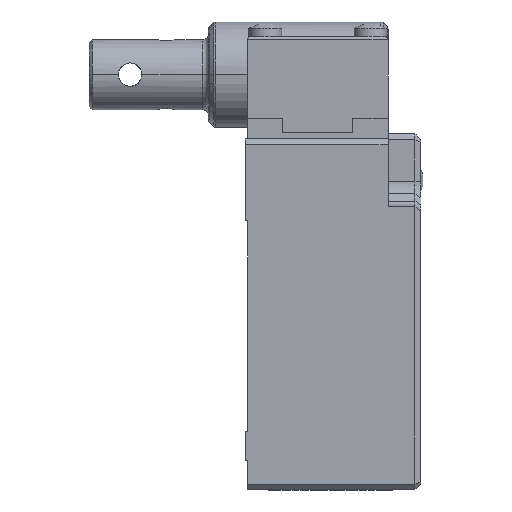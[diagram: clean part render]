
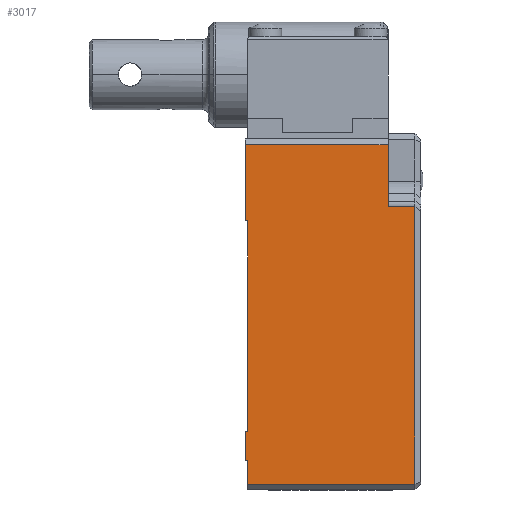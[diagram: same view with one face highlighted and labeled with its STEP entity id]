
A CAD part, left-side view. The second image highlights one B-rep face of the part: STEP entity #3017.
In plain terms, the highlighted planar face has unit normal (-1, 0, 0).
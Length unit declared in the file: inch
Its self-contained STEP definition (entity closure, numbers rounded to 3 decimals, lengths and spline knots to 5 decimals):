
#80 = LINE ( 'NONE', #795, #5454 ) ;
#104 = EDGE_CURVE ( 'NONE', #3084, #2566, #2770, .T. ) ;
#170 = EDGE_CURVE ( 'NONE', #5711, #3084, #4009, .T. ) ;
#271 = ORIENTED_EDGE ( 'NONE', *, *, #420, .T. ) ;
#278 = ORIENTED_EDGE ( 'NONE', *, *, #104, .T. ) ;
#331 = CARTESIAN_POINT ( 'NONE',  ( -0.59646, 0., -0.29528 ) ) ;
#420 = EDGE_CURVE ( 'NONE', #2566, #2709, #80, .T. ) ;
#427 = CARTESIAN_POINT ( 'NONE',  ( -0.59646, -0.01575, -3.32677 ) ) ;
#444 = LINE ( 'NONE', #4059, #4694 ) ;
#551 = CARTESIAN_POINT ( 'NONE',  ( -0.59646, -0.96063, 0.25591 ) ) ;
#631 = EDGE_CURVE ( 'NONE', #2056, #6292, #5652, .T. ) ;
#664 = EDGE_CURVE ( 'NONE', #2154, #2056, #6545, .T. ) ;
#795 = CARTESIAN_POINT ( 'NONE',  ( -0.59646, 0., -1.7126 ) ) ;
#820 = DIRECTION ( 'NONE',  ( 0., 0., -1. ) ) ;
#831 = CARTESIAN_POINT ( 'NONE',  ( -0.59646, 0., -1.90945 ) ) ;
#995 = VERTEX_POINT ( 'NONE', #2167 ) ;
#1056 = CARTESIAN_POINT ( 'NONE',  ( -0.59646, 0., -1.90945 ) ) ;
#1096 = VECTOR ( 'NONE', #3408, 39.37008 ) ;
#1134 = VECTOR ( 'NONE', #2676, 39.37008 ) ;
#1260 = DIRECTION ( 'NONE',  ( 0., 0., 1. ) ) ;
#1271 = VECTOR ( 'NONE', #4747, 39.37008 ) ;
#1299 = CARTESIAN_POINT ( 'NONE',  ( -0.59646, 0., 0.21654 ) ) ;
#1325 = ORIENTED_EDGE ( 'NONE', *, *, #3010, .T. ) ;
#1329 = CARTESIAN_POINT ( 'NONE',  ( -0.59646, -0.96063, -0.19685 ) ) ;
#1330 = LINE ( 'NONE', #3142, #4116 ) ;
#1534 = DIRECTION ( 'NONE',  ( 0., -1., 0. ) ) ;
#1720 = DIRECTION ( 'NONE',  ( -1., 0., 0. ) ) ;
#1765 = LINE ( 'NONE', #5621, #2997 ) ;
#1797 = CARTESIAN_POINT ( 'NONE',  ( -0.59646, -2.3796, -0.19685 ) ) ;
#1989 = ORIENTED_EDGE ( 'NONE', *, *, #631, .T. ) ;
#2056 = VERTEX_POINT ( 'NONE', #3407 ) ;
#2154 = VERTEX_POINT ( 'NONE', #831 ) ;
#2155 = CARTESIAN_POINT ( 'NONE',  ( -0.59646, -1.14173, -0.19685 ) ) ;
#2167 = CARTESIAN_POINT ( 'NONE',  ( -0.59646, -1.14173, -2.06693 ) ) ;
#2331 = LINE ( 'NONE', #1797, #6392 ) ;
#2359 = CARTESIAN_POINT ( 'NONE',  ( -0.59646, -1.14173, -2.06693 ) ) ;
#2368 = VERTEX_POINT ( 'NONE', #6018 ) ;
#2398 = EDGE_CURVE ( 'NONE', #2709, #2154, #1765, .T. ) ;
#2484 = VECTOR ( 'NONE', #6721, 39.37008 ) ;
#2515 = DIRECTION ( 'NONE',  ( 0., 0., -1. ) ) ;
#2566 = VERTEX_POINT ( 'NONE', #4481 ) ;
#2571 = VERTEX_POINT ( 'NONE', #1329 ) ;
#2676 = DIRECTION ( 'NONE',  ( 0., -1., 0. ) ) ;
#2709 = VERTEX_POINT ( 'NONE', #4698 ) ;
#2715 = VERTEX_POINT ( 'NONE', #6237 ) ;
#2740 = FACE_OUTER_BOUND ( 'NONE', #3580, .T. ) ;
#2770 = LINE ( 'NONE', #2909, #5379 ) ;
#2909 = CARTESIAN_POINT ( 'NONE',  ( -0.59646, -0.01575, -1.7126 ) ) ;
#2963 = ORIENTED_EDGE ( 'NONE', *, *, #3721, .T. ) ;
#2997 = VECTOR ( 'NONE', #2515, 39.37008 ) ;
#3005 = ORIENTED_EDGE ( 'NONE', *, *, #2398, .T. ) ;
#3010 = EDGE_CURVE ( 'NONE', #2368, #2715, #3161, .T. ) ;
#3017 = ADVANCED_FACE ( 'NONE', ( #2740 ), #3931, .T. ) ;
#3045 = ORIENTED_EDGE ( 'NONE', *, *, #170, .T. ) ;
#3060 = AXIS2_PLACEMENT_3D ( 'NONE', #4418, #1720, #1260 ) ;
#3084 = VERTEX_POINT ( 'NONE', #5595 ) ;
#3120 = DIRECTION ( 'NONE',  ( 0., 0., -1. ) ) ;
#3142 = CARTESIAN_POINT ( 'NONE',  ( -0.59646, 0., -0.9252 ) ) ;
#3161 = LINE ( 'NONE', #1299, #1096 ) ;
#3389 = VERTEX_POINT ( 'NONE', #2155 ) ;
#3407 = CARTESIAN_POINT ( 'NONE',  ( -0.59646, -0.01575, -1.90945 ) ) ;
#3408 = DIRECTION ( 'NONE',  ( 0., 1., 0. ) ) ;
#3580 = EDGE_LOOP ( 'NONE', ( #271, #3005, #5483, #1989, #2963, #4609, #6262, #4708, #1325, #4667, #3045, #278 ) ) ;
#3683 = EDGE_CURVE ( 'NONE', #995, #3389, #6067, .T. ) ;
#3721 = EDGE_CURVE ( 'NONE', #6292, #995, #444, .T. ) ;
#3794 = LINE ( 'NONE', #551, #1271 ) ;
#3931 = PLANE ( 'NONE',  #3060 ) ;
#3963 = EDGE_CURVE ( 'NONE', #2715, #5711, #1330, .T. ) ;
#4009 = LINE ( 'NONE', #5277, #1134 ) ;
#4050 = EDGE_CURVE ( 'NONE', #2368, #2571, #3794, .T. ) ;
#4059 = CARTESIAN_POINT ( 'NONE',  ( -0.59646, 0., -2.06693 ) ) ;
#4116 = VECTOR ( 'NONE', #3120, 39.37008 ) ;
#4186 = EDGE_CURVE ( 'NONE', #2571, #3389, #2331, .T. ) ;
#4418 = CARTESIAN_POINT ( 'NONE',  ( -0.59646, 0., -2.06693 ) ) ;
#4481 = CARTESIAN_POINT ( 'NONE',  ( -0.59646, -0.01575, -1.7126 ) ) ;
#4523 = VECTOR ( 'NONE', #5430, 39.37008 ) ;
#4547 = DIRECTION ( 'NONE',  ( 0., -1., 0. ) ) ;
#4609 = ORIENTED_EDGE ( 'NONE', *, *, #3683, .T. ) ;
#4667 = ORIENTED_EDGE ( 'NONE', *, *, #3963, .T. ) ;
#4694 = VECTOR ( 'NONE', #4547, 39.37008 ) ;
#4698 = CARTESIAN_POINT ( 'NONE',  ( -0.59646, 0., -1.7126 ) ) ;
#4708 = ORIENTED_EDGE ( 'NONE', *, *, #4050, .F. ) ;
#4747 = DIRECTION ( 'NONE',  ( 0., 0., -1. ) ) ;
#4837 = DIRECTION ( 'NONE',  ( 0., -1., 0. ) ) ;
#5277 = CARTESIAN_POINT ( 'NONE',  ( -0.59646, 0., -0.29528 ) ) ;
#5379 = VECTOR ( 'NONE', #820, 39.37008 ) ;
#5430 = DIRECTION ( 'NONE',  ( 0., 0., 1. ) ) ;
#5454 = VECTOR ( 'NONE', #6070, 39.37008 ) ;
#5483 = ORIENTED_EDGE ( 'NONE', *, *, #664, .T. ) ;
#5595 = CARTESIAN_POINT ( 'NONE',  ( -0.59646, -0.01575, -0.29528 ) ) ;
#5621 = CARTESIAN_POINT ( 'NONE',  ( -0.59646, 0., -0.9252 ) ) ;
#5652 = LINE ( 'NONE', #427, #2484 ) ;
#5711 = VERTEX_POINT ( 'NONE', #331 ) ;
#5813 = VECTOR ( 'NONE', #1534, 39.37008 ) ;
#6018 = CARTESIAN_POINT ( 'NONE',  ( -0.59646, -0.96063, 0.21654 ) ) ;
#6067 = LINE ( 'NONE', #2359, #4523 ) ;
#6070 = DIRECTION ( 'NONE',  ( 0., 1., 0. ) ) ;
#6086 = CARTESIAN_POINT ( 'NONE',  ( -0.59646, -0.01575, -2.06693 ) ) ;
#6237 = CARTESIAN_POINT ( 'NONE',  ( -0.59646, 0., 0.21654 ) ) ;
#6262 = ORIENTED_EDGE ( 'NONE', *, *, #4186, .F. ) ;
#6292 = VERTEX_POINT ( 'NONE', #6086 ) ;
#6392 = VECTOR ( 'NONE', #4837, 39.37008 ) ;
#6545 = LINE ( 'NONE', #1056, #5813 ) ;
#6721 = DIRECTION ( 'NONE',  ( 0., 0., -1. ) ) ;
